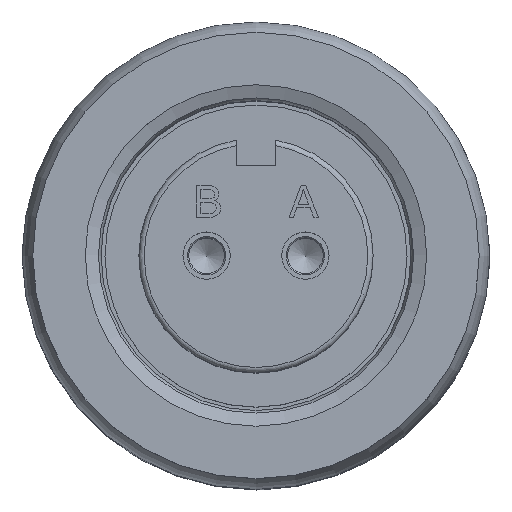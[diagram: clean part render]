
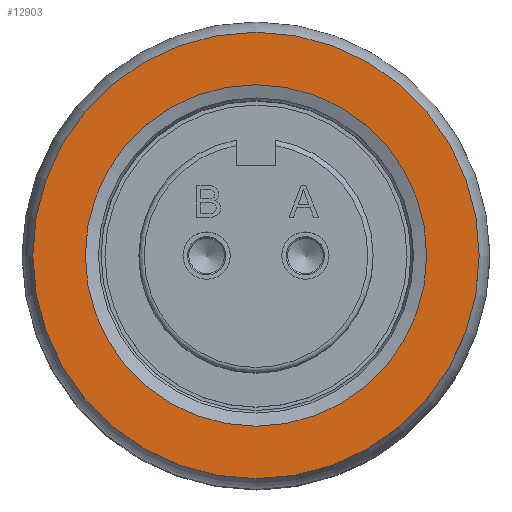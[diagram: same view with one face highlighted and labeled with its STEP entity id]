
A CAD part, top view. The second image highlights one B-rep face of the part: STEP entity #12903.
In plain terms, the highlighted planar face has unit normal (0, 0, 1).
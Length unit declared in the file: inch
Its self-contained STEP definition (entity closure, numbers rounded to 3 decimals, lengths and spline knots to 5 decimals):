
#1565=PLANE('',#14394);
#2249=FACE_BOUND('',#4027,.T.);
#3043=FACE_OUTER_BOUND('',#4026,.T.);
#4026=EDGE_LOOP('',(#10784));
#4027=EDGE_LOOP('',(#10785));
#4796=CIRCLE('',#14385,0.325);
#4800=CIRCLE('',#14395,0.425);
#5794=VERTEX_POINT('',#27278);
#5798=VERTEX_POINT('',#27292);
#7475=EDGE_CURVE('',#5794,#5794,#4796,.T.);
#7479=EDGE_CURVE('',#5798,#5798,#4800,.T.);
#10784=ORIENTED_EDGE('',*,*,#7479,.F.);
#10785=ORIENTED_EDGE('',*,*,#7475,.T.);
#12903=ADVANCED_FACE('',(#3043,#2249),#1565,.T.);
#14385=AXIS2_PLACEMENT_3D('',#27279,#17731,#17732);
#14394=AXIS2_PLACEMENT_3D('',#27291,#17749,#17750);
#14395=AXIS2_PLACEMENT_3D('',#27293,#17751,#17752);
#17731=DIRECTION('center_axis',(0.,0.,
-1.));
#17732=DIRECTION('ref_axis',(0.,-1.,0.));
#17749=DIRECTION('center_axis',(0.,0.,
1.));
#17750=DIRECTION('ref_axis',(-1.,0.,0.));
#17751=DIRECTION('center_axis',(0.,0.,
-1.));
#17752=DIRECTION('ref_axis',(0.,-1.,0.));
#27278=CARTESIAN_POINT('',(0.,-0.325,0.157));
#27279=CARTESIAN_POINT('Origin',(0.,0.,
0.157));
#27291=CARTESIAN_POINT('Origin',(0.,-0.2125,
0.157));
#27292=CARTESIAN_POINT('',(0.,-0.425,0.157));
#27293=CARTESIAN_POINT('Origin',(0.,0.,
0.157));
